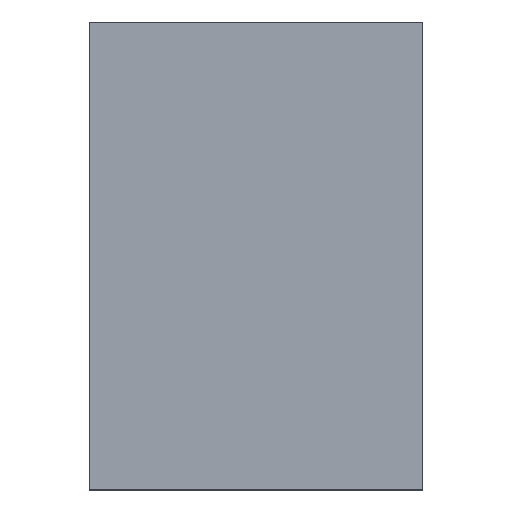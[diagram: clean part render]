
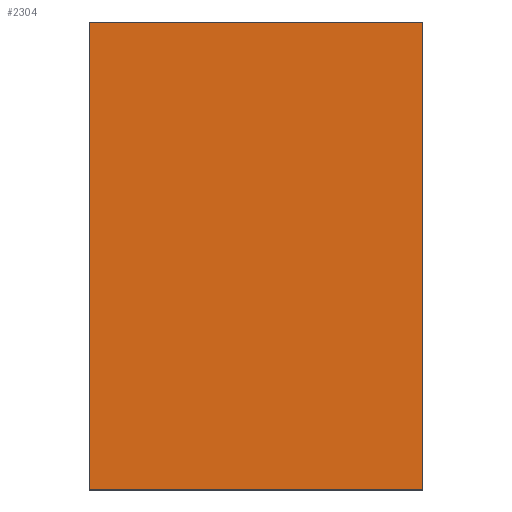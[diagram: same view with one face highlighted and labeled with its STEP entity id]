
A CAD part, top view. The second image highlights one B-rep face of the part: STEP entity #2304.
In plain terms, the highlighted face is planar.
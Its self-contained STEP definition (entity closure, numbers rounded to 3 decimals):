
#197=FACE_OUTER_BOUND('',#321,.T.);
#321=EDGE_LOOP('',(#1780,#1781,#1782,#1783));
#504=LINE('',#3590,#768);
#507=LINE('',#3595,#771);
#521=LINE('',#3626,#785);
#522=LINE('',#3627,#786);
#768=VECTOR('',#2934,10.);
#771=VECTOR('',#2939,10.);
#785=VECTOR('',#2973,10.);
#786=VECTOR('',#2974,10.);
#1012=VERTEX_POINT('',#3587);
#1013=VERTEX_POINT('',#3589);
#1014=VERTEX_POINT('',#3593);
#1021=VERTEX_POINT('',#3625);
#1274=EDGE_CURVE('',#1013,#1012,#504,.T.);
#1277=EDGE_CURVE('',#1012,#1014,#507,.T.);
#1291=EDGE_CURVE('',#1014,#1021,#521,.T.);
#1292=EDGE_CURVE('',#1021,#1013,#522,.T.);
#1780=ORIENTED_EDGE('',*,*,#1277,.T.);
#1781=ORIENTED_EDGE('',*,*,#1291,.T.);
#1782=ORIENTED_EDGE('',*,*,#1292,.T.);
#1783=ORIENTED_EDGE('',*,*,#1274,.T.);
#2141=PLANE('',#2545);
#2304=ADVANCED_FACE('',(#197),#2141,.T.);
#2545=AXIS2_PLACEMENT_3D('',#3624,#2971,#2972);
#2934=DIRECTION('',(0.,-1.,0.));
#2939=DIRECTION('',(-1.,0.,0.));
#2971=DIRECTION('center_axis',(0.,0.,
-1.));
#2972=DIRECTION('ref_axis',(-1.,0.,0.));
#2973=DIRECTION('',(0.,1.,0.));
#2974=DIRECTION('',(1.,0.,0.));
#3587=CARTESIAN_POINT('',(45.696,-64.744,-7.713));
#3589=CARTESIAN_POINT('',(45.696,75.256,-7.713));
#3590=CARTESIAN_POINT('',(45.696,-64.744,-7.713));
#3593=CARTESIAN_POINT('',(-54.304,-64.744,-7.713));
#3595=CARTESIAN_POINT('',(-54.304,-64.744,-7.713));
#3624=CARTESIAN_POINT('Origin',(-4.304,5.256,-7.713));
#3625=CARTESIAN_POINT('',(-54.304,75.256,-7.713));
#3626=CARTESIAN_POINT('',(-54.304,75.256,-7.713));
#3627=CARTESIAN_POINT('',(45.696,75.256,-7.713));
